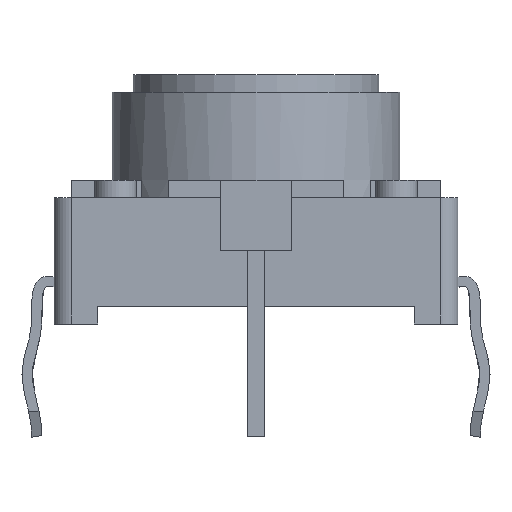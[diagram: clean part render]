
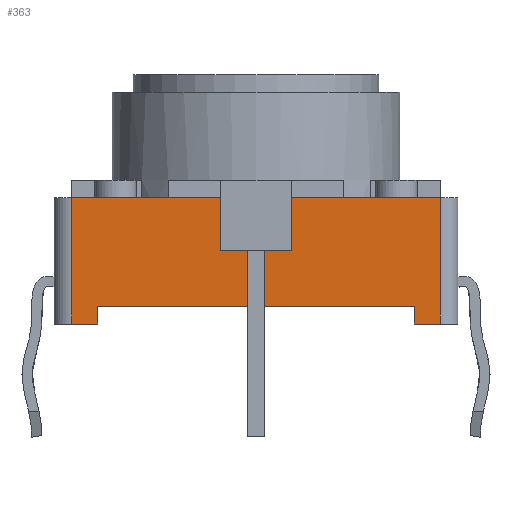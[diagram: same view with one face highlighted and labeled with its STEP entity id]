
A CAD part, front view. The second image highlights one B-rep face of the part: STEP entity #363.
In plain terms, the highlighted planar face has unit normal (0, -1, 0).
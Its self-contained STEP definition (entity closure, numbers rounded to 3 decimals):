
#363=ADVANCED_FACE('',(#1151),#1153,.T.);
#1151=FACE_BOUND('',#1152,.T.);
#1152=EDGE_LOOP('',(#2647,#2648,#2649,#2650,#2651,#2652,#2653,#2654));
#1153=PLANE('',#1154);
#1154=AXIS2_PLACEMENT_3D('',#1155,#1156,#1157);
#1155=CARTESIAN_POINT('',(-5.25,-5.85,0.));
#1156=DIRECTION('',(0.,-1.,0.));
#1157=DIRECTION('',(1.,0.,0.));
#2647=ORIENTED_EDGE('',*,*,#3248,.T.);
#2648=ORIENTED_EDGE('',*,*,#3249,.T.);
#2649=ORIENTED_EDGE('',*,*,#3250,.T.);
#2650=ORIENTED_EDGE('',*,*,#3251,.F.);
#2651=ORIENTED_EDGE('',*,*,#3252,.F.);
#2652=ORIENTED_EDGE('',*,*,#3253,.T.);
#2653=ORIENTED_EDGE('',*,*,#3254,.T.);
#2654=ORIENTED_EDGE('',*,*,#3232,.T.);
#3232=EDGE_CURVE('',#3534,#3532,#3535,.F.);
#3248=EDGE_CURVE('',#3532,#3564,#3565,.F.);
#3249=EDGE_CURVE('',#3564,#3566,#3567,.T.);
#3250=EDGE_CURVE('',#3566,#3568,#3569,.T.);
#3251=EDGE_CURVE('',#3570,#3568,#3571,.T.);
#3252=EDGE_CURVE('',#3572,#3570,#3573,.T.);
#3253=EDGE_CURVE('',#3572,#3574,#3575,.T.);
#3254=EDGE_CURVE('',#3574,#3534,#3576,.F.);
#3532=VERTEX_POINT('',#4040);
#3534=VERTEX_POINT('',#4044);
#3535=LINE('',#4045,#4046);
#3564=VERTEX_POINT('',#4106);
#3565=LINE('',#4107,#4108);
#3566=VERTEX_POINT('',#4110);
#3567=LINE('',#4111,#4112);
#3568=VERTEX_POINT('',#4114);
#3569=LINE('',#4115,#4116);
#3570=VERTEX_POINT('',#4118);
#3571=LINE('',#4119,#4120);
#3572=VERTEX_POINT('',#4122);
#3573=LINE('',#4123,#4124);
#3574=VERTEX_POINT('',#4126);
#3575=LINE('',#4127,#4128);
#3576=LINE('',#4130,#4131);
#4040=CARTESIAN_POINT('',(4.5,-5.85,0.5));
#4044=CARTESIAN_POINT('',(-4.5,-5.85,0.5));
#4045=CARTESIAN_POINT('',(4.5,-5.85,0.5));
#4046=VECTOR('',#4047,1.);
#4047=DIRECTION('',(-1.,0.,0.));
#4106=CARTESIAN_POINT('',(4.5,-5.85,0.));
#4107=CARTESIAN_POINT('',(4.5,-5.85,0.));
#4108=VECTOR('',#4109,1.);
#4109=DIRECTION('',(0.,0.,1.));
#4110=CARTESIAN_POINT('',(5.25,-5.85,0.));
#4111=CARTESIAN_POINT('',(4.5,-5.85,0.));
#4112=VECTOR('',#4113,1.);
#4113=DIRECTION('',(1.,0.,0.));
#4114=CARTESIAN_POINT('',(5.25,-5.85,3.6));
#4115=CARTESIAN_POINT('',(5.25,-5.85,0.));
#4116=VECTOR('',#4117,1.);
#4117=DIRECTION('',(0.,0.,1.));
#4118=CARTESIAN_POINT('',(-5.25,-5.85,3.6));
#4119=CARTESIAN_POINT('',(-5.25,-5.85,3.6));
#4120=VECTOR('',#4121,1.);
#4121=DIRECTION('',(1.,0.,0.));
#4122=CARTESIAN_POINT('',(-5.25,-5.85,0.));
#4123=CARTESIAN_POINT('',(-5.25,-5.85,0.));
#4124=VECTOR('',#4125,1.);
#4125=DIRECTION('',(0.,0.,1.));
#4126=CARTESIAN_POINT('',(-4.5,-5.85,0.));
#4127=CARTESIAN_POINT('',(-5.25,-5.85,0.));
#4128=VECTOR('',#4129,1.);
#4129=DIRECTION('',(1.,0.,0.));
#4130=CARTESIAN_POINT('',(-4.5,-5.85,0.5));
#4131=VECTOR('',#4132,1.);
#4132=DIRECTION('',(0.,0.,-1.));
